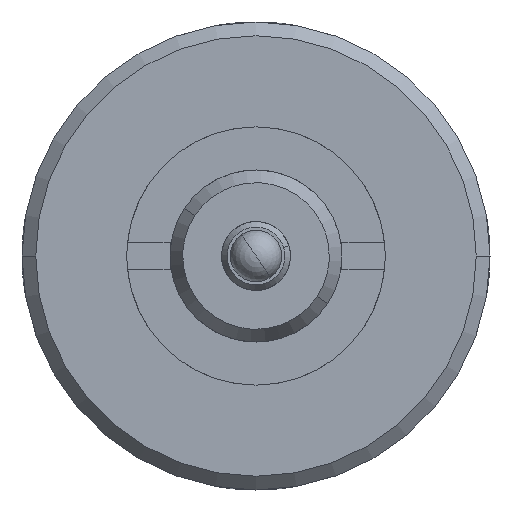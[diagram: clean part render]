
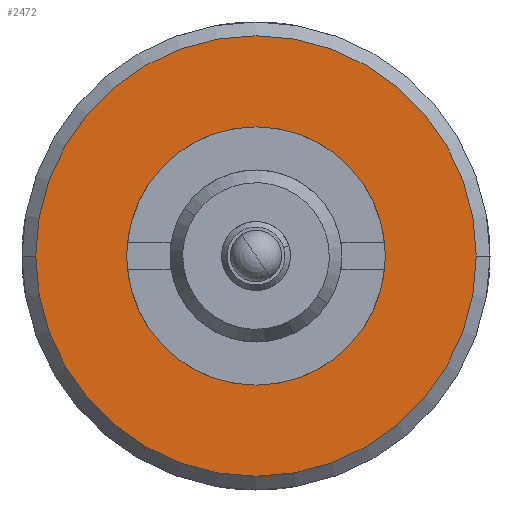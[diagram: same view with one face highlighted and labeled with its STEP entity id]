
A CAD part, left-side view. The second image highlights one B-rep face of the part: STEP entity #2472.
In plain terms, the highlighted planar face has unit normal (-1, 0, 0).
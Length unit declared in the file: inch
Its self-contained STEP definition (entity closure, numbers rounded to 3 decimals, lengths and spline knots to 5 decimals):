
#2274 = VERTEX_POINT ( 'NONE', #5160 ) ;
#2280 = EDGE_CURVE ( 'NONE', #2281, #2336, #5192, .T. ) ;
#2281 = VERTEX_POINT ( 'NONE', #5188 ) ;
#2336 = VERTEX_POINT ( 'NONE', #5340 ) ;
#2354 = VERTEX_POINT ( 'NONE', #5463 ) ;
#2356 = EDGE_CURVE ( 'NONE', #2354, #2274, #5447, .T. ) ;
#2397 = ORIENTED_EDGE ( 'NONE', *, *, #2280, .T. ) ;
#2398 = EDGE_LOOP ( 'NONE', ( #2399, #2401 ) ) ;
#2399 = ORIENTED_EDGE ( 'NONE', *, *, #2400, .F. ) ;
#2400 = EDGE_CURVE ( 'NONE', #2274, #2354, #5569, .T. ) ;
#2401 = ORIENTED_EDGE ( 'NONE', *, *, #2356, .F. ) ;
#2417 = EDGE_CURVE ( 'NONE', #2336, #2281, #5712, .T. ) ;
#2419 = EDGE_LOOP ( 'NONE', ( #2473, #2397 ) ) ;
#2472 = ADVANCED_FACE ( 'NONE', ( #5829, #5828 ), #5871, .T. ) ;
#2473 = ORIENTED_EDGE ( 'NONE', *, *, #2417, .T. ) ;
#5160 = CARTESIAN_POINT ( 'NONE',  ( 0.155, -0.20685, 0. ) ) ;
#5188 = CARTESIAN_POINT ( 'NONE',  ( 0.155, -0.4, 0. ) ) ;
#5189 = DIRECTION ( 'NONE',  ( 0., -1., 0. ) ) ;
#5190 = DIRECTION ( 'NONE',  ( -1., 0., 0. ) ) ;
#5191 = AXIS2_PLACEMENT_3D ( 'NONE', #5197, #5190, #5189 ) ;
#5192 = CIRCLE ( 'NONE', #5191, 0.4 ) ;
#5197 = CARTESIAN_POINT ( 'NONE',  ( 0.155, 0., 0. ) ) ;
#5340 = CARTESIAN_POINT ( 'NONE',  ( 0.155, 0.4, 0. ) ) ;
#5443 = DIRECTION ( 'NONE',  ( 0., -1., 0. ) ) ;
#5444 = DIRECTION ( 'NONE',  ( -1., 0., 0. ) ) ;
#5445 = CARTESIAN_POINT ( 'NONE',  ( 0.155, 0., 0. ) ) ;
#5446 = AXIS2_PLACEMENT_3D ( 'NONE', #5445, #5444, #5443 ) ;
#5447 = CIRCLE ( 'NONE', #5446, 0.20685 ) ;
#5463 = CARTESIAN_POINT ( 'NONE',  ( 0.155, 0.20685, 0. ) ) ;
#5569 = CIRCLE ( 'NONE', #5627, 0.20685 ) ;
#5614 = DIRECTION ( 'NONE',  ( 0., -1., 0. ) ) ;
#5615 = DIRECTION ( 'NONE',  ( -1., 0., 0. ) ) ;
#5626 = CARTESIAN_POINT ( 'NONE',  ( 0.155, 0., 0. ) ) ;
#5627 = AXIS2_PLACEMENT_3D ( 'NONE', #5626, #5615, #5614 ) ;
#5662 = CARTESIAN_POINT ( 'NONE',  ( 0.155, 0., 0. ) ) ;
#5709 = DIRECTION ( 'NONE',  ( 0., -1., 0. ) ) ;
#5710 = DIRECTION ( 'NONE',  ( -1., 0., 0. ) ) ;
#5711 = AXIS2_PLACEMENT_3D ( 'NONE', #5662, #5710, #5709 ) ;
#5712 = CIRCLE ( 'NONE', #5711, 0.4 ) ;
#5828 = FACE_BOUND ( 'NONE', #2398, .T. ) ;
#5829 = FACE_OUTER_BOUND ( 'NONE', #2419, .T. ) ;
#5866 = DIRECTION ( 'NONE',  ( 0., -1., 0. ) ) ;
#5867 = DIRECTION ( 'NONE',  ( -1., 0., 0. ) ) ;
#5868 = CARTESIAN_POINT ( 'NONE',  ( 0.155, 0., 0.4 ) ) ;
#5869 = AXIS2_PLACEMENT_3D ( 'NONE', #5868, #5867, #5866 ) ;
#5871 = PLANE ( 'NONE',  #5869 ) ;
